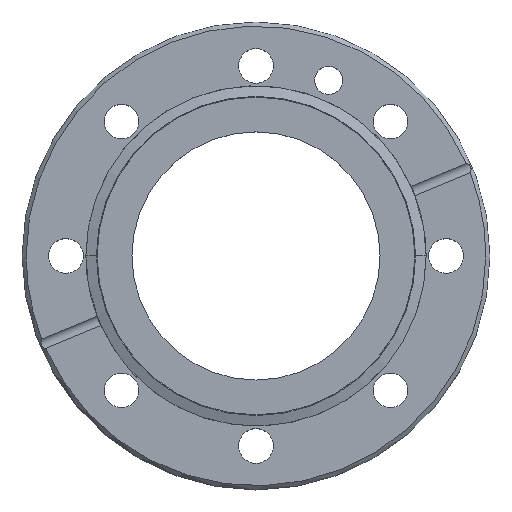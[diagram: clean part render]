
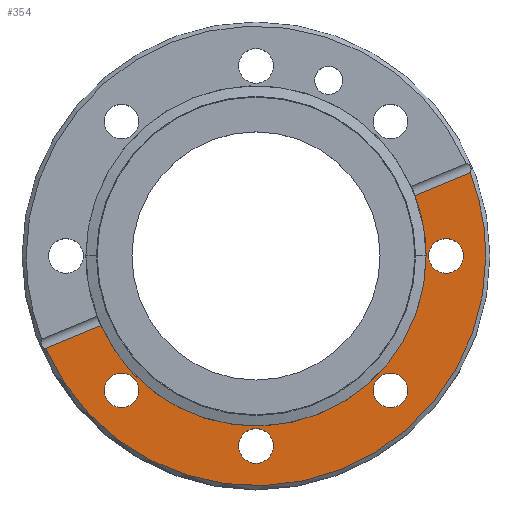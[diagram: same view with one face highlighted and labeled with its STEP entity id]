
A CAD part, top view. The second image highlights one B-rep face of the part: STEP entity #354.
In plain terms, the highlighted planar face has unit normal (0, 0, 1).
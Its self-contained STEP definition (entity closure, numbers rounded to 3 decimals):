
#1 = DIRECTION ( 'NONE',  ( 0., 0., 1. ) ) ;
#2 = CARTESIAN_POINT ( 'NONE',  ( 41.9, 0., 0. ) ) ;
#3 = DIRECTION ( 'NONE',  ( 1., 0., 0. ) ) ;
#8 = CARTESIAN_POINT ( 'NONE',  ( 0., 0., 0. ) ) ;
#25 = CARTESIAN_POINT ( 'NONE',  ( -28.398, -32.598, 0. ) ) ;
#37 = CARTESIAN_POINT ( 'NONE',  ( 4.2, -46.1, 0. ) ) ;
#46 = EDGE_CURVE ( 'NONE', #99, #857, #1307, .T. ) ;
#61 = CARTESIAN_POINT ( 'NONE',  ( -36.798, -32.598, 0. ) ) ;
#66 = DIRECTION ( 'NONE',  ( -0.924, -0.383, 0. ) ) ;
#71 = CARTESIAN_POINT ( 'NONE',  ( -68.044, -29.484, 0. ) ) ;
#80 = DIRECTION ( 'NONE',  ( 1., 0., 0. ) ) ;
#84 = DIRECTION ( 'NONE',  ( 0., 0., 1. ) ) ;
#99 = VERTEX_POINT ( 'NONE', #1020 ) ;
#100 = CARTESIAN_POINT ( 'NONE',  ( -32.598, -32.598, 0. ) ) ;
#124 = AXIS2_PLACEMENT_3D ( 'NONE', #395, #387, #342 ) ;
#135 = EDGE_LOOP ( 'NONE', ( #379, #270, #1603, #1245, #1248, #159 ) ) ;
#159 = ORIENTED_EDGE ( 'NONE', *, *, #828, .T. ) ;
#165 = CIRCLE ( 'NONE', #1360, 4.2 ) ;
#201 = CIRCLE ( 'NONE', #778, 4.2 ) ;
#205 = FACE_BOUND ( 'NONE', #1123, .T. ) ;
#217 = EDGE_CURVE ( 'NONE', #298, #250, #326, .T. ) ;
#228 = DIRECTION ( 'NONE',  ( 1., 0., 0. ) ) ;
#247 = CIRCLE ( 'NONE', #821, 4.2 ) ;
#249 = DIRECTION ( 'NONE',  ( 0., 0., 1. ) ) ;
#250 = VERTEX_POINT ( 'NONE', #527 ) ;
#255 = DIRECTION ( 'NONE',  ( 1., 0., 0. ) ) ;
#258 = DIRECTION ( 'NONE',  ( 0., 0., 1. ) ) ;
#263 = CARTESIAN_POINT ( 'NONE',  ( 0., 0., 0. ) ) ;
#265 = CARTESIAN_POINT ( 'NONE',  ( -32.598, -32.598, 0. ) ) ;
#270 = ORIENTED_EDGE ( 'NONE', *, *, #217, .T. ) ;
#273 = EDGE_CURVE ( 'NONE', #475, #701, #936, .T. ) ;
#291 = CARTESIAN_POINT ( 'NONE',  ( 28.398, -32.598, 0. ) ) ;
#298 = VERTEX_POINT ( 'NONE', #408 ) ;
#300 = EDGE_CURVE ( 'NONE', #1509, #1334, #631, .T. ) ;
#326 = CIRCLE ( 'NONE', #1600, 55.75 ) ;
#333 = EDGE_CURVE ( 'NONE', #1482, #841, #247, .T. ) ;
#342 = DIRECTION ( 'NONE',  ( 1., 0., 0. ) ) ;
#354 = ADVANCED_FACE ( 'NONE', ( #854, #205, #1487, #1157, #819 ), #957, .F. ) ;
#379 = ORIENTED_EDGE ( 'NONE', *, *, #856, .T. ) ;
#387 = DIRECTION ( 'NONE',  ( 0., 0., 1. ) ) ;
#392 = EDGE_LOOP ( 'NONE', ( #1512, #1617 ) ) ;
#395 = CARTESIAN_POINT ( 'NONE',  ( 32.598, -32.598, 0. ) ) ;
#408 = CARTESIAN_POINT ( 'NONE',  ( 55.75, 0., 0. ) ) ;
#454 = DIRECTION ( 'NONE',  ( 1., 0., 0. ) ) ;
#458 = DIRECTION ( 'NONE',  ( 0., 0., 1. ) ) ;
#461 = CARTESIAN_POINT ( 'NONE',  ( 32.598, -32.598, 0. ) ) ;
#475 = VERTEX_POINT ( 'NONE', #825 ) ;
#503 = CARTESIAN_POINT ( 'NONE',  ( -68.044, -29.484, 0. ) ) ;
#512 = AXIS2_PLACEMENT_3D ( 'NONE', #792, #787, #780 ) ;
#515 = DIRECTION ( 'NONE',  ( -0.924, -0.383, 0. ) ) ;
#527 = CARTESIAN_POINT ( 'NONE',  ( 51.954, 20.221, 0. ) ) ;
#544 = DIRECTION ( 'NONE',  ( 1., 0., 0. ) ) ;
#550 = DIRECTION ( 'NONE',  ( 0., 0., 1. ) ) ;
#553 = AXIS2_PLACEMENT_3D ( 'NONE', #263, #249, #228 ) ;
#558 = VERTEX_POINT ( 'NONE', #609 ) ;
#573 = CARTESIAN_POINT ( 'NONE',  ( 46.1, 0., 0. ) ) ;
#609 = CARTESIAN_POINT ( 'NONE',  ( -51.035, -22.438, 0. ) ) ;
#619 = EDGE_CURVE ( 'NONE', #701, #475, #1472, .T. ) ;
#620 = DIRECTION ( 'NONE',  ( 1., 0., 0. ) ) ;
#631 = CIRCLE ( 'NONE', #553, 41.275 ) ;
#637 = DIRECTION ( 'NONE',  ( 0., 0., 1. ) ) ;
#641 = CARTESIAN_POINT ( 'NONE',  ( 0., 0., 0. ) ) ;
#654 = CARTESIAN_POINT ( 'NONE',  ( 38.576, 14.68, 0. ) ) ;
#701 = VERTEX_POINT ( 'NONE', #291 ) ;
#704 = EDGE_CURVE ( 'NONE', #841, #1482, #714, .T. ) ;
#714 = CIRCLE ( 'NONE', #1620, 4.2 ) ;
#778 = AXIS2_PLACEMENT_3D ( 'NONE', #573, #550, #544 ) ;
#780 = DIRECTION ( 'NONE',  ( 1., 0., 0. ) ) ;
#787 = DIRECTION ( 'NONE',  ( 0., 0., 1. ) ) ;
#792 = CARTESIAN_POINT ( 'NONE',  ( 46.1, 0., 0. ) ) ;
#807 = ORIENTED_EDGE ( 'NONE', *, *, #878, .F. ) ;
#819 = FACE_OUTER_BOUND ( 'NONE', #135, .T. ) ;
#821 = AXIS2_PLACEMENT_3D ( 'NONE', #100, #84, #80 ) ;
#824 = EDGE_LOOP ( 'NONE', ( #1573, #1425 ) ) ;
#825 = CARTESIAN_POINT ( 'NONE',  ( 36.798, -32.598, 0. ) ) ;
#828 = EDGE_CURVE ( 'NONE', #1177, #558, #1596, .T. ) ;
#837 = AXIS2_PLACEMENT_3D ( 'NONE', #8, #1, #3 ) ;
#841 = VERTEX_POINT ( 'NONE', #61 ) ;
#854 = FACE_BOUND ( 'NONE', #392, .T. ) ;
#856 = EDGE_CURVE ( 'NONE', #558, #298, #891, .T. ) ;
#857 = VERTEX_POINT ( 'NONE', #37 ) ;
#878 = EDGE_CURVE ( 'NONE', #857, #99, #165, .T. ) ;
#891 = CIRCLE ( 'NONE', #837, 55.75 ) ;
#936 = CIRCLE ( 'NONE', #124, 4.2 ) ;
#938 = DIRECTION ( 'NONE',  ( -1., 0., 0. ) ) ;
#939 = DIRECTION ( 'NONE',  ( 0., 0., -1. ) ) ;
#950 = CARTESIAN_POINT ( 'NONE',  ( 30.1, 0., 0. ) ) ;
#957 = PLANE ( 'NONE',  #1253 ) ;
#1020 = CARTESIAN_POINT ( 'NONE',  ( -4.2, -46.1, 0. ) ) ;
#1042 = CARTESIAN_POINT ( 'NONE',  ( 50.3, 0., 0. ) ) ;
#1049 = ORIENTED_EDGE ( 'NONE', *, *, #619, .F. ) ;
#1123 = EDGE_LOOP ( 'NONE', ( #1130, #1049 ) ) ;
#1129 = AXIS2_PLACEMENT_3D ( 'NONE', #461, #458, #454 ) ;
#1130 = ORIENTED_EDGE ( 'NONE', *, *, #273, .F. ) ;
#1135 = CIRCLE ( 'NONE', #1639, 41.275 ) ;
#1143 = DIRECTION ( 'NONE',  ( 1., 0., 0. ) ) ;
#1153 = VECTOR ( 'NONE', #515, 1000. ) ;
#1157 = FACE_BOUND ( 'NONE', #824, .T. ) ;
#1158 = DIRECTION ( 'NONE',  ( 0., 0., 1. ) ) ;
#1162 = CARTESIAN_POINT ( 'NONE',  ( 0., -46.1, 0. ) ) ;
#1173 = EDGE_CURVE ( 'NONE', #1177, #1509, #1135, .T. ) ;
#1177 = VERTEX_POINT ( 'NONE', #1406 ) ;
#1197 = LINE ( 'NONE', #503, #1153 ) ;
#1227 = VERTEX_POINT ( 'NONE', #1042 ) ;
#1245 = ORIENTED_EDGE ( 'NONE', *, *, #300, .F. ) ;
#1248 = ORIENTED_EDGE ( 'NONE', *, *, #1173, .F. ) ;
#1253 = AXIS2_PLACEMENT_3D ( 'NONE', #950, #939, #938 ) ;
#1267 = DIRECTION ( 'NONE',  ( 0., 0., 1. ) ) ;
#1273 = DIRECTION ( 'NONE',  ( 1., 0., 0. ) ) ;
#1281 = CIRCLE ( 'NONE', #512, 4.2 ) ;
#1285 = EDGE_CURVE ( 'NONE', #1480, #1227, #1281, .T. ) ;
#1307 = CIRCLE ( 'NONE', #1478, 4.2 ) ;
#1315 = DIRECTION ( 'NONE',  ( 1., 0., 0. ) ) ;
#1321 = DIRECTION ( 'NONE',  ( 0., 0., 1. ) ) ;
#1329 = CARTESIAN_POINT ( 'NONE',  ( 0., -46.1, 0. ) ) ;
#1333 = CARTESIAN_POINT ( 'NONE',  ( 0., 0., 0. ) ) ;
#1334 = VERTEX_POINT ( 'NONE', #654 ) ;
#1350 = EDGE_CURVE ( 'NONE', #1227, #1480, #201, .T. ) ;
#1360 = AXIS2_PLACEMENT_3D ( 'NONE', #1329, #1267, #1273 ) ;
#1375 = EDGE_CURVE ( 'NONE', #250, #1334, #1197, .T. ) ;
#1406 = CARTESIAN_POINT ( 'NONE',  ( -37.658, -16.897, 0. ) ) ;
#1425 = ORIENTED_EDGE ( 'NONE', *, *, #704, .F. ) ;
#1435 = ORIENTED_EDGE ( 'NONE', *, *, #46, .F. ) ;
#1472 = CIRCLE ( 'NONE', #1129, 4.2 ) ;
#1478 = AXIS2_PLACEMENT_3D ( 'NONE', #1162, #1158, #1143 ) ;
#1480 = VERTEX_POINT ( 'NONE', #2 ) ;
#1482 = VERTEX_POINT ( 'NONE', #25 ) ;
#1487 = FACE_BOUND ( 'NONE', #1490, .T. ) ;
#1490 = EDGE_LOOP ( 'NONE', ( #807, #1435 ) ) ;
#1509 = VERTEX_POINT ( 'NONE', #1517 ) ;
#1512 = ORIENTED_EDGE ( 'NONE', *, *, #1350, .F. ) ;
#1517 = CARTESIAN_POINT ( 'NONE',  ( 41.275, 0., 0. ) ) ;
#1565 = VECTOR ( 'NONE', #66, 1000. ) ;
#1573 = ORIENTED_EDGE ( 'NONE', *, *, #333, .F. ) ;
#1596 = LINE ( 'NONE', #71, #1565 ) ;
#1600 = AXIS2_PLACEMENT_3D ( 'NONE', #641, #637, #620 ) ;
#1603 = ORIENTED_EDGE ( 'NONE', *, *, #1375, .T. ) ;
#1617 = ORIENTED_EDGE ( 'NONE', *, *, #1285, .F. ) ;
#1620 = AXIS2_PLACEMENT_3D ( 'NONE', #265, #258, #255 ) ;
#1639 = AXIS2_PLACEMENT_3D ( 'NONE', #1333, #1321, #1315 ) ;
